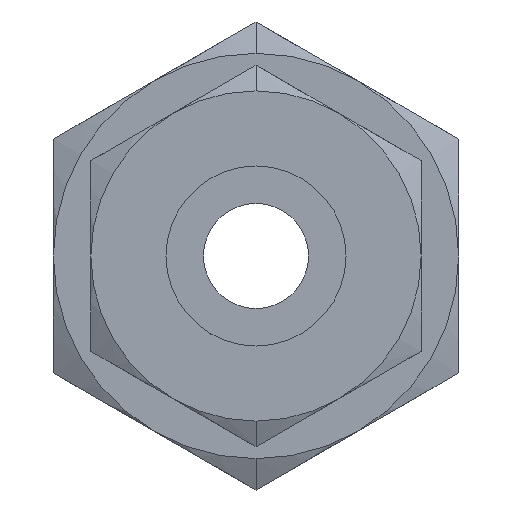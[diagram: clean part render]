
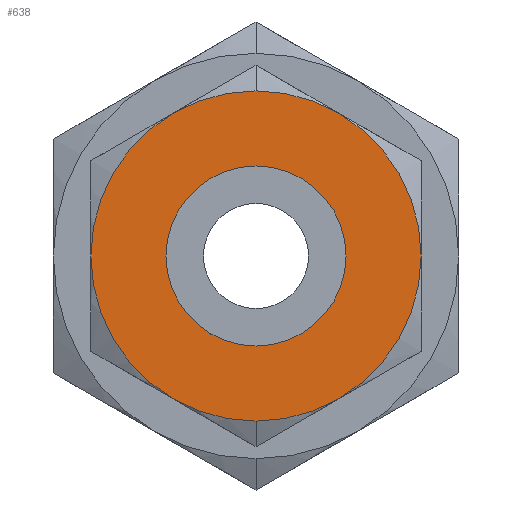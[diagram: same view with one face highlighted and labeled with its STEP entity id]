
A CAD part, left-side view. The second image highlights one B-rep face of the part: STEP entity #638.
In plain terms, the highlighted planar face has unit normal (-1, 0, 0).
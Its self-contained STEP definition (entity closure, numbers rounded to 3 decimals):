
#165 = CIRCLE ( 'NONE', #5492, 11. ) ;
#369 = CARTESIAN_POINT ( 'NONE',  ( 0., 0., 6. ) ) ;
#459 = DIRECTION ( 'NONE',  ( 0., 0., 1. ) ) ;
#638 = ADVANCED_FACE ( 'NONE', ( #687, #3571 ), #4635, .T. ) ;
#687 = FACE_BOUND ( 'NONE', #3741, .T. ) ;
#830 = CARTESIAN_POINT ( 'NONE',  ( 0., 0., 11. ) ) ;
#857 = ORIENTED_EDGE ( 'NONE', *, *, #3305, .F. ) ;
#1761 = DIRECTION ( 'NONE',  ( 0., 0., 1. ) ) ;
#1833 = CIRCLE ( 'NONE', #8375, 11. ) ;
#2043 = CIRCLE ( 'NONE', #4160, 6. ) ;
#2159 = EDGE_CURVE ( 'NONE', #2635, #4830, #1833, .T. ) ;
#2422 = DIRECTION ( 'NONE',  ( 1., 0., 0. ) ) ;
#2463 = ORIENTED_EDGE ( 'NONE', *, *, #3216, .T. ) ;
#2635 = VERTEX_POINT ( 'NONE', #5718 ) ;
#3216 = EDGE_CURVE ( 'NONE', #7166, #7019, #6704, .T. ) ;
#3305 = EDGE_CURVE ( 'NONE', #4830, #2635, #165, .T. ) ;
#3373 = CARTESIAN_POINT ( 'NONE',  ( 0., 0., -6. ) ) ;
#3396 = CARTESIAN_POINT ( 'NONE',  ( 0., 0., 0. ) ) ;
#3571 = FACE_OUTER_BOUND ( 'NONE', #4938, .T. ) ;
#3605 = CARTESIAN_POINT ( 'NONE',  ( 0., 0., 0. ) ) ;
#3741 = EDGE_LOOP ( 'NONE', ( #4394, #2463 ) ) ;
#4160 = AXIS2_PLACEMENT_3D ( 'NONE', #3605, #7137, #6523 ) ;
#4394 = ORIENTED_EDGE ( 'NONE', *, *, #7291, .T. ) ;
#4635 = PLANE ( 'NONE',  #8267 ) ;
#4662 = DIRECTION ( 'NONE',  ( 1., 0., 0. ) ) ;
#4830 = VERTEX_POINT ( 'NONE', #830 ) ;
#4938 = EDGE_LOOP ( 'NONE', ( #857, #5557 ) ) ;
#5418 = DIRECTION ( 'NONE',  ( 0., 0., -1. ) ) ;
#5492 = AXIS2_PLACEMENT_3D ( 'NONE', #3396, #9099, #459 ) ;
#5557 = ORIENTED_EDGE ( 'NONE', *, *, #2159, .F. ) ;
#5718 = CARTESIAN_POINT ( 'NONE',  ( 0., 0., -11. ) ) ;
#6056 = DIRECTION ( 'NONE',  ( -1., 0., 0. ) ) ;
#6397 = AXIS2_PLACEMENT_3D ( 'NONE', #7531, #4662, #1761 ) ;
#6523 = DIRECTION ( 'NONE',  ( 0., 0., -1. ) ) ;
#6704 = CIRCLE ( 'NONE', #6397, 6. ) ;
#6852 = DIRECTION ( 'NONE',  ( 0., 0., 1. ) ) ;
#7019 = VERTEX_POINT ( 'NONE', #3373 ) ;
#7137 = DIRECTION ( 'NONE',  ( 1., 0., 0. ) ) ;
#7166 = VERTEX_POINT ( 'NONE', #369 ) ;
#7291 = EDGE_CURVE ( 'NONE', #7019, #7166, #2043, .T. ) ;
#7531 = CARTESIAN_POINT ( 'NONE',  ( 0., 0., 0. ) ) ;
#8267 = AXIS2_PLACEMENT_3D ( 'NONE', #9019, #6056, #6852 ) ;
#8375 = AXIS2_PLACEMENT_3D ( 'NONE', #9004, #2422, #5418 ) ;
#9004 = CARTESIAN_POINT ( 'NONE',  ( 0., 0., 0. ) ) ;
#9019 = CARTESIAN_POINT ( 'NONE',  ( 0., 0., 5.5 ) ) ;
#9099 = DIRECTION ( 'NONE',  ( 1., 0., 0. ) ) ;
